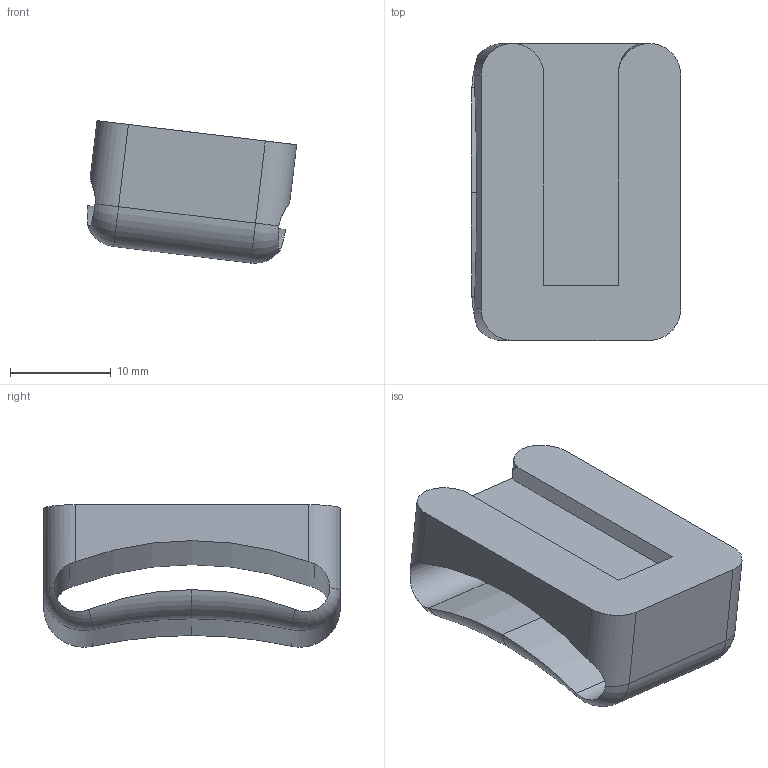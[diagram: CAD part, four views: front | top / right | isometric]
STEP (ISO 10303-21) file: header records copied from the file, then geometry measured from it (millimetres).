
FILE_DESCRIPTION(('HOOPS Exchange Step'),'2;1');
FILE_NAME('temp_export','2025-12-06T17:53:47-05:00',('yhpark'),('Shapr3D Limited'),'HOOPS Exchange 2025.6','Shapr3D','Authorized');
FILE_SCHEMA( ('AP242_MANAGED_MODEL_BASED_3D_ENGINEERING_MIM_LF {1 0 10303 442 1 1 4}') );
Length unit declared in the file: millimetre
Products named in the file (1): attachment_left.step (1)
Bounding box: 20.83 x 29.53 x 14.18 mm (x, y, z)
Volume: 3244.4 mm3; surface area: 3327.4 mm2
Topology: 1 solids, 1 shells, 50 faces, 135 edges, 87 vertices
Faces by surface type: plane 22, cylinder 14, torus 9, bspline 5
Entity records: 2069 total; most frequent: CARTESIAN_POINT 824, ORIENTED_EDGE 270, DIRECTION 229, EDGE_CURVE 135, VERTEX_POINT 87, AXIS2_PLACEMENT_3D 80, VECTOR 69, LINE 69
